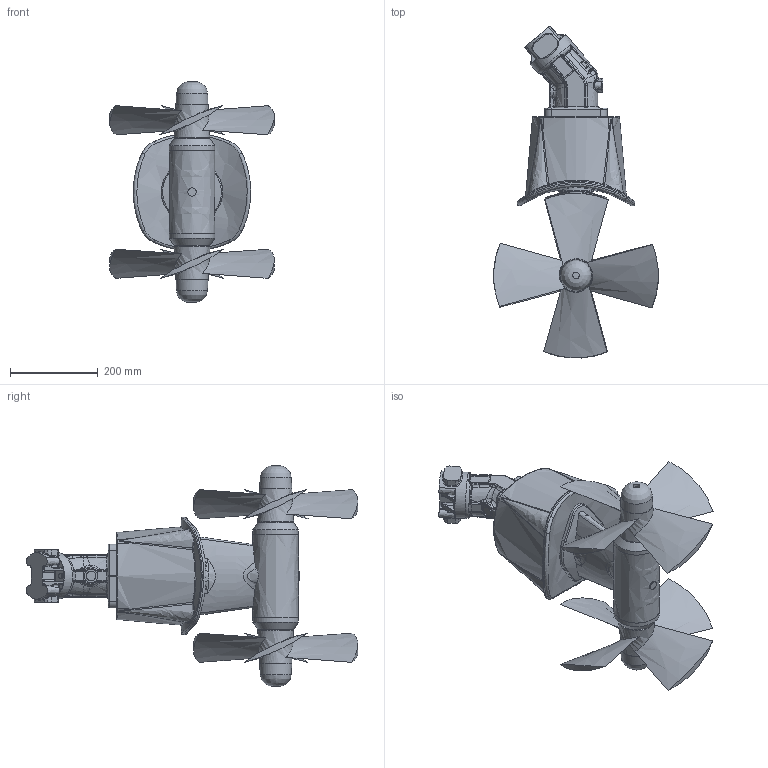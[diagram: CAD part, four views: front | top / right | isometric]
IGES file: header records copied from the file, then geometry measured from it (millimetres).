
Global section: file name: SH420-386TC-BA32; native system: Autodesk Inventor 2016; preprocessor: unknown; author: Elvira H.; date: 20160211.132546; units: millimetre
Bounding box: 375.41 x 757.57 x 503.2 mm (x, y, z)
Volume: 16324773.8 mm3; surface area: 1156768.7 mm2
Topology: 13 solids, 13 shells, 1237 faces, 3046 edges, 1883 vertices
Faces by surface type: bspline 1237
